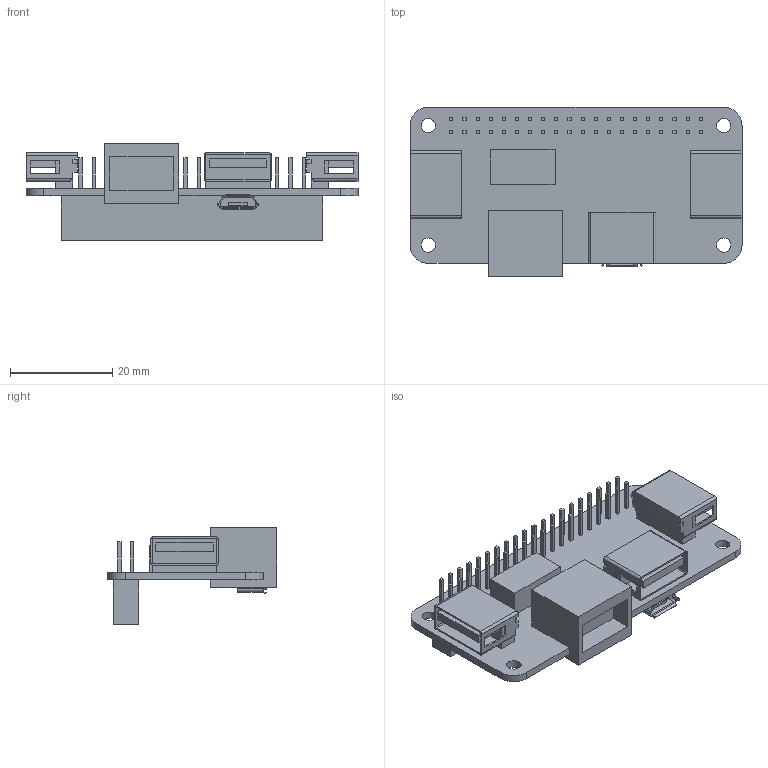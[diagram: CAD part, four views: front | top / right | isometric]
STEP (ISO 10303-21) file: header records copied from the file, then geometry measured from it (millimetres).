
FILE_DESCRIPTION((''),'2;1');
FILE_NAME('0304-04','2021-03-23T',('Administrator'),(''),'PRO/ENGINEER BY PARAMETRIC TECHNOLOGY CORPORATION, 2001280','PRO/ENGINEER BY PARAMETRIC TECHNOLOGY CORPORATION, 2001280','');
FILE_SCHEMA(('CONFIG_CONTROL_DESIGN'));
Length unit declared in the file: millimetre
Products named in the file (1): 0304-04
Bounding box: 65 x 33.1 x 18.85 mm (x, y, z)
Volume: 8774.2 mm3; surface area: 10129.5 mm2
Topology: 1 solids, 1 shells, 686 faces, 1786 edges, 1182 vertices
Faces by surface type: plane 637, cylinder 49
Entity records: 20790 total; most frequent: CARTESIAN_POINT 3716, ORIENTED_EDGE 3572, DIRECTION 3261, EDGE_CURVE 1786, VECTOR 1661, LINE 1661, VERTEX_POINT 1182, EDGE_LOOP 804
